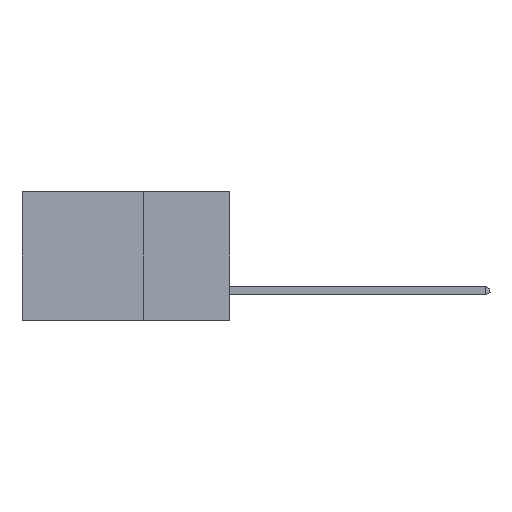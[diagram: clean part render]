
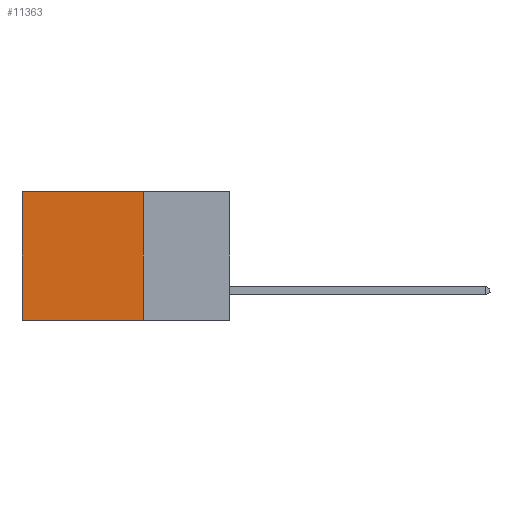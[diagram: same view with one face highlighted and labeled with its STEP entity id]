
A CAD part, left-side view. The second image highlights one B-rep face of the part: STEP entity #11363.
In plain terms, the highlighted planar face has unit normal (-1, 0, 0).
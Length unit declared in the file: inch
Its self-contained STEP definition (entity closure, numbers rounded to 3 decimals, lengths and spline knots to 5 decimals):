
#392 = DIRECTION ( 'NONE',  ( 1., 0., 0. ) ) ;
#691 = ORIENTED_EDGE ( 'NONE', *, *, #18400, .F. ) ;
#1074 = VERTEX_POINT ( 'NONE', #2244 ) ;
#1509 = EDGE_CURVE ( 'NONE', #1074, #2274, #7422, .T. ) ;
#2140 = CARTESIAN_POINT ( 'NONE',  ( 0.298, 0.25, 0. ) ) ;
#2210 = DIRECTION ( 'NONE',  ( 0., 0., -1. ) ) ;
#2244 = CARTESIAN_POINT ( 'NONE',  ( 0.298, 0.25, -0.37 ) ) ;
#2274 = VERTEX_POINT ( 'NONE', #5189 ) ;
#2376 = ORIENTED_EDGE ( 'NONE', *, *, #1509, .F. ) ;
#2922 = DIRECTION ( 'NONE',  ( 0., 0., -1. ) ) ;
#4258 = VERTEX_POINT ( 'NONE', #6607 ) ;
#4404 = CARTESIAN_POINT ( 'NONE',  ( 0.298, 0.6, 0. ) ) ;
#4994 = AXIS2_PLACEMENT_3D ( 'NONE', #2140, #392, #2210 ) ;
#5189 = CARTESIAN_POINT ( 'NONE',  ( 0.298, 0.6, -0.37 ) ) ;
#6312 = CARTESIAN_POINT ( 'NONE',  ( 0.298, 0.25, 0. ) ) ;
#6356 = VECTOR ( 'NONE', #2922, 39.37008 ) ;
#6607 = CARTESIAN_POINT ( 'NONE',  ( 0.298, 0.25, 0. ) ) ;
#7181 = CARTESIAN_POINT ( 'NONE',  ( 0.298, 0.25, 0. ) ) ;
#7422 = LINE ( 'NONE', #8398, #11528 ) ;
#7545 = EDGE_CURVE ( 'NONE', #4258, #12336, #9515, .T. ) ;
#7782 = ORIENTED_EDGE ( 'NONE', *, *, #12893, .T. ) ;
#8398 = CARTESIAN_POINT ( 'NONE',  ( 0.298, 0.25, -0.37 ) ) ;
#8912 = LINE ( 'NONE', #6312, #6356 ) ;
#9515 = LINE ( 'NONE', #7181, #20446 ) ;
#10385 = PLANE ( 'NONE',  #4994 ) ;
#11363 = ADVANCED_FACE ( 'NONE', ( #15349 ), #10385, .F. ) ;
#11528 = VECTOR ( 'NONE', #18122, 39.37008 ) ;
#12336 = VERTEX_POINT ( 'NONE', #4404 ) ;
#12893 = EDGE_CURVE ( 'NONE', #12336, #2274, #20151, .T. ) ;
#15349 = FACE_OUTER_BOUND ( 'NONE', #15907, .T. ) ;
#15712 = VECTOR ( 'NONE', #16055, 39.37008 ) ;
#15907 = EDGE_LOOP ( 'NONE', ( #7782, #2376, #691, #17497 ) ) ;
#16055 = DIRECTION ( 'NONE',  ( 0., 0., -1. ) ) ;
#17497 = ORIENTED_EDGE ( 'NONE', *, *, #7545, .T. ) ;
#18122 = DIRECTION ( 'NONE',  ( 0., 1., 0. ) ) ;
#18400 = EDGE_CURVE ( 'NONE', #4258, #1074, #8912, .T. ) ;
#20151 = LINE ( 'NONE', #20575, #15712 ) ;
#20446 = VECTOR ( 'NONE', #20758, 39.37008 ) ;
#20575 = CARTESIAN_POINT ( 'NONE',  ( 0.298, 0.6, 0. ) ) ;
#20758 = DIRECTION ( 'NONE',  ( 0., 1., 0. ) ) ;
